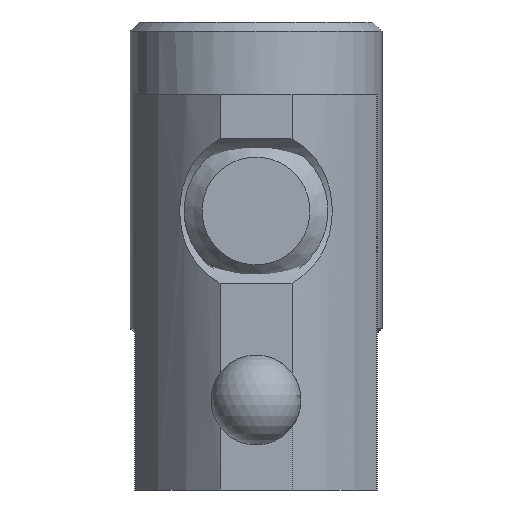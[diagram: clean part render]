
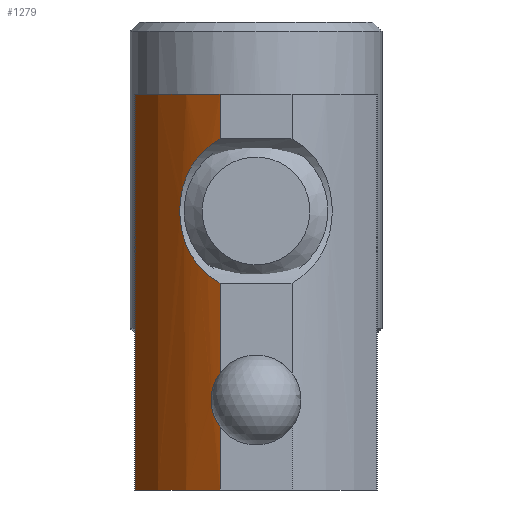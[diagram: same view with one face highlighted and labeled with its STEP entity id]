
A CAD part, front view. The second image highlights one B-rep face of the part: STEP entity #1279.
In plain terms, the highlighted cylindrical face has radius 15 mm (diameter 30 mm), a partial arc.
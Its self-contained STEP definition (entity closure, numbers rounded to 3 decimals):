
#16 = EDGE_CURVE ( 'NONE', #2340, #2540, #1835, .T. ) ;
#23 = DIRECTION ( 'NONE',  ( 1., 0., 0. ) ) ;
#26 = CARTESIAN_POINT ( 'NONE',  ( -3.965, -5.482, 13.789 ) ) ;
#37 = B_SPLINE_CURVE_WITH_KNOTS ( 'NONE', 3,
 ( #2278, #2834, #1748, #3344, #197, #932, #2797, #743, #1462, #2316, #2782, #126, #919, #656 ),
 .UNSPECIFIED., .F., .F.,
 ( 4, 2, 2, 2, 2, 2, 4 ),
 ( 0., 0.001, 0.001, 0.002, 0.002, 0.002, 0.003 ),
 .UNSPECIFIED. ) ;
#38 = ORIENTED_EDGE ( 'NONE', *, *, #3399, .T. ) ;
#56 = CARTESIAN_POINT ( 'NONE',  ( -2., -7.2, 19.5 ) ) ;
#103 = CARTESIAN_POINT ( 'NONE',  ( -2., -7.2, 11.5 ) ) ;
#126 = CARTESIAN_POINT ( 'NONE',  ( -2.28, -6.991, 6.061 ) ) ;
#151 = AXIS2_PLACEMENT_3D ( 'NONE', #2170, #2724, #1904 ) ;
#197 = CARTESIAN_POINT ( 'NONE',  ( -2.442, -6.864, 4.45 ) ) ;
#239 = ORIENTED_EDGE ( 'NONE', *, *, #3033, .T. ) ;
#285 = FACE_OUTER_BOUND ( 'NONE', #3048, .T. ) ;
#303 = CARTESIAN_POINT ( 'NONE',  ( 6.854, 4.908, 22. ) ) ;
#310 = CARTESIAN_POINT ( 'NONE',  ( -3.808, -5.646, 13.398 ) ) ;
#324 = CARTESIAN_POINT ( 'NONE',  ( -3.809, -5.646, 17.601 ) ) ;
#453 = CARTESIAN_POINT ( 'NONE',  ( -2.628, -6.72, 11.893 ) ) ;
#469 = EDGE_CURVE ( 'NONE', #2340, #2001, #2630, .T. ) ;
#547 = ORIENTED_EDGE ( 'NONE', *, *, #2934, .T. ) ;
#556 = CARTESIAN_POINT ( 'NONE',  ( -2., -7.2, 22. ) ) ;
#561 = CARTESIAN_POINT ( 'NONE',  ( -2.328, -6.96, 11.68 ) ) ;
#569 = VECTOR ( 'NONE', #1409, 1000. ) ;
#577 = CARTESIAN_POINT ( 'NONE',  ( -3.966, -5.482, 17.21 ) ) ;
#639 = CARTESIAN_POINT ( 'NONE',  ( -2., -7.2, 22. ) ) ;
#656 = CARTESIAN_POINT ( 'NONE',  ( -2., -7.2, 6.5 ) ) ;
#698 = AXIS2_PLACEMENT_3D ( 'NONE', #902, #2418, #3236 ) ;
#741 = VERTEX_POINT ( 'NONE', #2816 ) ;
#743 = CARTESIAN_POINT ( 'NONE',  ( -2.5, -6.818, 5.137 ) ) ;
#833 = CARTESIAN_POINT ( 'NONE',  ( -4.229, -5.2, 15.277 ) ) ;
#902 = CARTESIAN_POINT ( 'NONE',  ( 6.854, 4.908, 0. ) ) ;
#919 = CARTESIAN_POINT ( 'NONE',  ( -2.154, -7.088, 6.295 ) ) ;
#932 = CARTESIAN_POINT ( 'NONE',  ( -2.488, -6.828, 4.719 ) ) ;
#1006 = CARTESIAN_POINT ( 'NONE',  ( -6.702, -1.514, 22. ) ) ;
#1014 = ORIENTED_EDGE ( 'NONE', *, *, #2172, .F. ) ;
#1041 = VERTEX_POINT ( 'NONE', #3435 ) ;
#1086 = CARTESIAN_POINT ( 'NONE',  ( -4.215, -5.215, 15.054 ) ) ;
#1094 = CARTESIAN_POINT ( 'NONE',  ( -2.328, -6.96, 19.32 ) ) ;
#1169 = ORIENTED_EDGE ( 'NONE', *, *, #16, .T. ) ;
#1229 = CARTESIAN_POINT ( 'NONE',  ( -2., -7.2, 22. ) ) ;
#1236 = EDGE_CURVE ( 'NONE', #2536, #2540, #1983, .T. ) ;
#1279 = ADVANCED_FACE ( 'NONE', ( #285 ), #3269, .T. ) ;
#1334 = CARTESIAN_POINT ( 'NONE',  ( -3.512, -5.935, 12.884 ) ) ;
#1360 = AXIS2_PLACEMENT_3D ( 'NONE', #303, #1887, #23 ) ;
#1361 = CARTESIAN_POINT ( 'NONE',  ( -2.628, -6.72, 19.107 ) ) ;
#1409 = DIRECTION ( 'NONE',  ( 0., 0., -1. ) ) ;
#1450 = LINE ( 'NONE', #2308, #1543 ) ;
#1462 = CARTESIAN_POINT ( 'NONE',  ( -2.489, -6.827, 5.274 ) ) ;
#1543 = VECTOR ( 'NONE', #2125, 1000. ) ;
#1614 = CARTESIAN_POINT ( 'NONE',  ( -6.702, -1.514, 0. ) ) ;
#1619 = CARTESIAN_POINT ( 'NONE',  ( -2., -7.2, 11.5 ) ) ;
#1631 = ORIENTED_EDGE ( 'NONE', *, *, #1236, .F. ) ;
#1633 = CARTESIAN_POINT ( 'NONE',  ( -4.123, -5.315, 16.589 ) ) ;
#1748 = CARTESIAN_POINT ( 'NONE',  ( -2.278, -6.992, 3.935 ) ) ;
#1762 = CIRCLE ( 'NONE', #698, 15. ) ;
#1825 = LINE ( 'NONE', #1229, #2032 ) ;
#1835 = B_SPLINE_CURVE_WITH_KNOTS ( 'NONE', 3,
 ( #1619, #561, #453, #2674, #2943, #2288, #1334, #310, #26, #2427, #2142, #1086, #833, #3222, #2961, #1897, #1633, #577, #324, #2698, #2434, #1361, #1094, #56 ),
 .UNSPECIFIED., .F., .F.,
 ( 4, 2, 2, 2, 2, 2, 2, 2, 2, 2, 2, 4 ),
 ( 0., 0.001, 0.002, 0.003, 0.004, 0.005, 0.005, 0.006, 0.007, 0.008, 0.009, 0.011 ),
 .UNSPECIFIED. ) ;
#1887 = DIRECTION ( 'NONE',  ( 0., 0., 1. ) ) ;
#1897 = CARTESIAN_POINT ( 'NONE',  ( -4.163, -5.272, 16.374 ) ) ;
#1904 = DIRECTION ( 'NONE',  ( -1., 0., 0. ) ) ;
#1983 = LINE ( 'NONE', #639, #569 ) ;
#2001 = VERTEX_POINT ( 'NONE', #3162 ) ;
#2032 = VECTOR ( 'NONE', #2838, 1000. ) ;
#2117 = ORIENTED_EDGE ( 'NONE', *, *, #2591, .F. ) ;
#2125 = DIRECTION ( 'NONE',  ( 0., 0., -1. ) ) ;
#2129 = DIRECTION ( 'NONE',  ( 0., 0., -1. ) ) ;
#2142 = CARTESIAN_POINT ( 'NONE',  ( -4.161, -5.274, 14.618 ) ) ;
#2170 = CARTESIAN_POINT ( 'NONE',  ( 6.854, 4.908, 22. ) ) ;
#2172 = EDGE_CURVE ( 'NONE', #2532, #2536, #2849, .T. ) ;
#2208 = VERTEX_POINT ( 'NONE', #1614 ) ;
#2278 = CARTESIAN_POINT ( 'NONE',  ( -2., -7.2, 3.5 ) ) ;
#2288 = CARTESIAN_POINT ( 'NONE',  ( -3.403, -6.038, 12.723 ) ) ;
#2308 = CARTESIAN_POINT ( 'NONE',  ( -6.702, -1.514, 22. ) ) ;
#2316 = CARTESIAN_POINT ( 'NONE',  ( -2.444, -6.863, 5.545 ) ) ;
#2333 = CARTESIAN_POINT ( 'NONE',  ( -2., -7.2, 22. ) ) ;
#2340 = VERTEX_POINT ( 'NONE', #103 ) ;
#2418 = DIRECTION ( 'NONE',  ( 0., 0., 1. ) ) ;
#2427 = CARTESIAN_POINT ( 'NONE',  ( -4.122, -5.316, 14.406 ) ) ;
#2434 = CARTESIAN_POINT ( 'NONE',  ( -3.17, -6.257, 18.593 ) ) ;
#2532 = VERTEX_POINT ( 'NONE', #1006 ) ;
#2536 = VERTEX_POINT ( 'NONE', #2333 ) ;
#2540 = VERTEX_POINT ( 'NONE', #3131 ) ;
#2591 = EDGE_CURVE ( 'NONE', #741, #1041, #1825, .T. ) ;
#2630 = LINE ( 'NONE', #556, #3300 ) ;
#2674 = CARTESIAN_POINT ( 'NONE',  ( -3.035, -6.372, 12.279 ) ) ;
#2698 = CARTESIAN_POINT ( 'NONE',  ( -3.413, -6.031, 18.289 ) ) ;
#2724 = DIRECTION ( 'NONE',  ( 0., 0., -1. ) ) ;
#2782 = CARTESIAN_POINT ( 'NONE',  ( -2.41, -6.89, 5.679 ) ) ;
#2797 = CARTESIAN_POINT ( 'NONE',  ( -2.5, -6.818, 4.859 ) ) ;
#2816 = CARTESIAN_POINT ( 'NONE',  ( -2., -7.2, 3.5 ) ) ;
#2834 = CARTESIAN_POINT ( 'NONE',  ( -2.154, -7.088, 3.705 ) ) ;
#2838 = DIRECTION ( 'NONE',  ( 0., 0., -1. ) ) ;
#2849 = CIRCLE ( 'NONE', #1360, 15. ) ;
#2891 = ORIENTED_EDGE ( 'NONE', *, *, #469, .F. ) ;
#2934 = EDGE_CURVE ( 'NONE', #741, #2001, #37, .T. ) ;
#2943 = CARTESIAN_POINT ( 'NONE',  ( -3.165, -6.257, 12.42 ) ) ;
#2961 = CARTESIAN_POINT ( 'NONE',  ( -4.216, -5.214, 15.937 ) ) ;
#3033 = EDGE_CURVE ( 'NONE', #2532, #2208, #1450, .T. ) ;
#3048 = EDGE_LOOP ( 'NONE', ( #2891, #1169, #1631, #1014, #239, #38, #2117, #547 ) ) ;
#3131 = CARTESIAN_POINT ( 'NONE',  ( -2., -7.2, 19.5 ) ) ;
#3162 = CARTESIAN_POINT ( 'NONE',  ( -2., -7.2, 6.5 ) ) ;
#3222 = CARTESIAN_POINT ( 'NONE',  ( -4.229, -5.2, 15.717 ) ) ;
#3236 = DIRECTION ( 'NONE',  ( 1., 0., 0. ) ) ;
#3269 = CYLINDRICAL_SURFACE ( 'NONE', #151, 15. ) ;
#3300 = VECTOR ( 'NONE', #2129, 1000. ) ;
#3344 = CARTESIAN_POINT ( 'NONE',  ( -2.409, -6.89, 4.319 ) ) ;
#3399 = EDGE_CURVE ( 'NONE', #2208, #1041, #1762, .T. ) ;
#3435 = CARTESIAN_POINT ( 'NONE',  ( -2., -7.2, 0. ) ) ;
